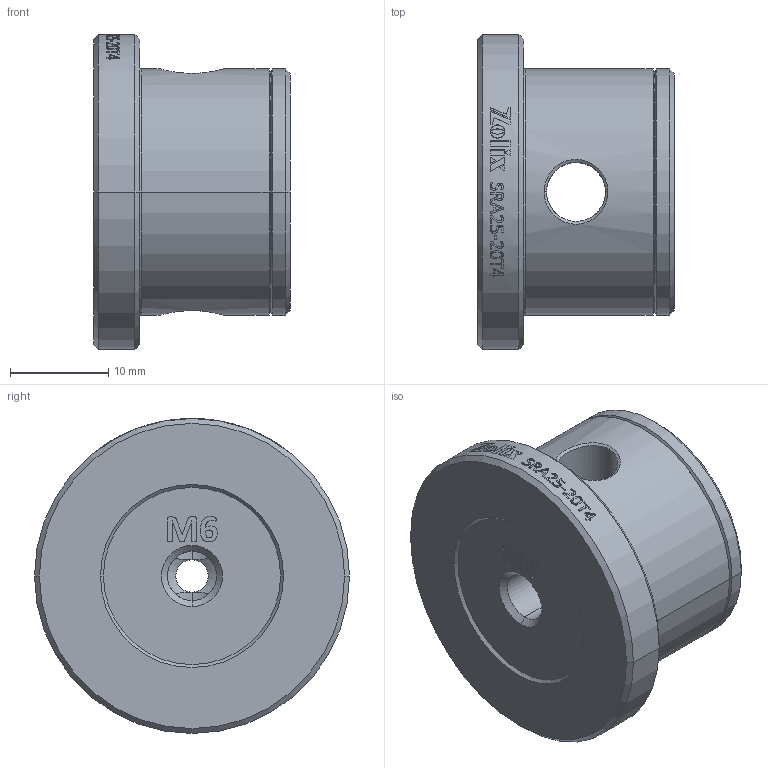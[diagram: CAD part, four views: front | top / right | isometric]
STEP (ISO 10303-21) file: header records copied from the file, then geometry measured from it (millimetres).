
FILE_DESCRIPTION (( 'STEP AP203' ), '1' );
FILE_NAME ('SRA25-20T4.STEP', '2025-06-30T08:25:02', ( '' ), ( '' ), 'SwSTEP 2.0', 'SolidWorks 2020', '' );
FILE_SCHEMA (( 'CONFIG_CONTROL_DESIGN' ));
Length unit declared in the file: millimetre
Products named in the file (1): SRA25-20T4
Bounding box: 20 x 32 x 32 mm (x, y, z)
Volume: 10189.7 mm3; surface area: 3814.8 mm2
Topology: 1 solids, 1 shells, 468 faces, 1269 edges, 832 vertices
Faces by surface type: bspline 294, plane 102, cylinder 42, cone 28, torus 2
Entity records: 27928 total; most frequent: CARTESIAN_POINT 18584, ORIENTED_EDGE 2530, EDGE_CURVE 1265, B_SPLINE_CURVE_WITH_KNOTS 882, DIRECTION 863, VERTEX_POINT 832, EDGE_LOOP 507, ADVANCED_FACE 468
